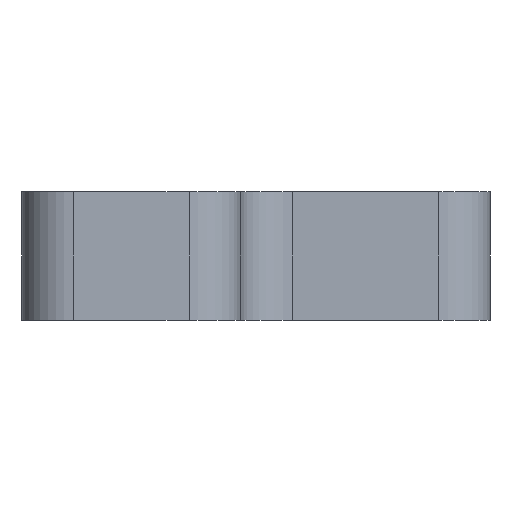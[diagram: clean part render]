
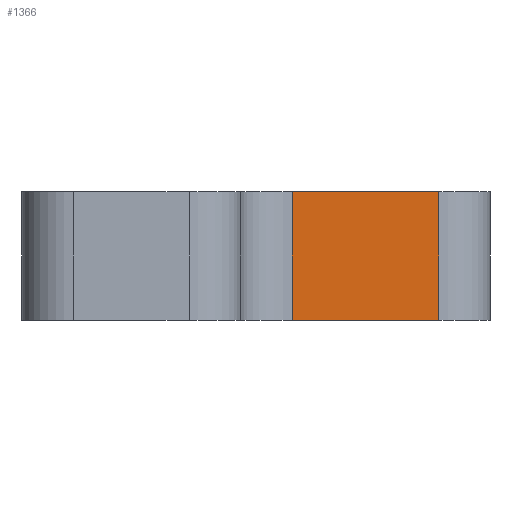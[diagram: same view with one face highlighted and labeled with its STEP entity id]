
A CAD part, left-side view. The second image highlights one B-rep face of the part: STEP entity #1366.
In plain terms, the highlighted planar face has unit normal (-1, 0, 0).
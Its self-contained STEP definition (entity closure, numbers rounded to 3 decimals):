
#32 = PLANE('',#33);
#33 = AXIS2_PLACEMENT_3D('',#34,#35,#36);
#34 = CARTESIAN_POINT('',(49.086,39.419,0.));
#35 = DIRECTION('',(-0.,-0.,-1.));
#36 = DIRECTION('',(-1.,0.,0.));
#529 = VERTEX_POINT('',#530);
#530 = CARTESIAN_POINT('',(27.4,19.6,0.));
#549 = CYLINDRICAL_SURFACE('',#550,4.);
#550 = AXIS2_PLACEMENT_3D('',#551,#552,#553);
#551 = CARTESIAN_POINT('',(31.4,19.6,0.));
#552 = DIRECTION('',(0.,0.,1.));
#553 = DIRECTION('',(-1.,0.,0.));
#561 = EDGE_CURVE('',#529,#562,#564,.T.);
#562 = VERTEX_POINT('',#563);
#563 = CARTESIAN_POINT('',(27.4,31.,0.));
#564 = SURFACE_CURVE('',#565,(#569,#576),.PCURVE_S1.);
#565 = LINE('',#566,#567);
#566 = CARTESIAN_POINT('',(27.4,15.6,0.));
#567 = VECTOR('',#568,1.);
#568 = DIRECTION('',(0.,1.,0.));
#569 = PCURVE('',#32,#570);
#570 = DEFINITIONAL_REPRESENTATION('',(#571),#575);
#571 = LINE('',#572,#573);
#572 = CARTESIAN_POINT('',(21.686,-23.819));
#573 = VECTOR('',#574,1.);
#574 = DIRECTION('',(0.,1.));
#575 = ( GEOMETRIC_REPRESENTATION_CONTEXT(2) 
PARAMETRIC_REPRESENTATION_CONTEXT() REPRESENTATION_CONTEXT('2D SPACE',''
  ) );
#576 = PCURVE('',#577,#582);
#577 = PLANE('',#578);
#578 = AXIS2_PLACEMENT_3D('',#579,#580,#581);
#579 = CARTESIAN_POINT('',(27.4,25.3,5.));
#580 = DIRECTION('',(-1.,0.,0.));
#581 = DIRECTION('',(0.,-1.,0.));
#582 = DEFINITIONAL_REPRESENTATION('',(#583),#587);
#583 = LINE('',#584,#585);
#584 = CARTESIAN_POINT('',(9.7,-5.));
#585 = VECTOR('',#586,1.);
#586 = DIRECTION('',(-1.,0.));
#587 = ( GEOMETRIC_REPRESENTATION_CONTEXT(2) 
PARAMETRIC_REPRESENTATION_CONTEXT() REPRESENTATION_CONTEXT('2D SPACE',''
  ) );
#606 = CYLINDRICAL_SURFACE('',#607,4.);
#607 = AXIS2_PLACEMENT_3D('',#608,#609,#610);
#608 = CARTESIAN_POINT('',(23.4,31.,0.));
#609 = DIRECTION('',(0.,0.,1.));
#610 = DIRECTION('',(0.,1.,0.));
#755 = PLANE('',#756);
#756 = AXIS2_PLACEMENT_3D('',#757,#758,#759);
#757 = CARTESIAN_POINT('',(49.086,39.419,10.));
#758 = DIRECTION('',(0.,0.,1.));
#759 = DIRECTION('',(0.,1.,0.));
#1269 = VERTEX_POINT('',#1270);
#1270 = CARTESIAN_POINT('',(27.4,31.,10.));
#1296 = EDGE_CURVE('',#562,#1269,#1297,.T.);
#1297 = SURFACE_CURVE('',#1298,(#1302,#1309),.PCURVE_S1.);
#1298 = LINE('',#1299,#1300);
#1299 = CARTESIAN_POINT('',(27.4,31.,0.));
#1300 = VECTOR('',#1301,1.);
#1301 = DIRECTION('',(0.,0.,1.));
#1302 = PCURVE('',#606,#1303);
#1303 = DEFINITIONAL_REPRESENTATION('',(#1304),#1308);
#1304 = LINE('',#1305,#1306);
#1305 = CARTESIAN_POINT('',(4.712,0.));
#1306 = VECTOR('',#1307,1.);
#1307 = DIRECTION('',(-0.,1.));
#1308 = ( GEOMETRIC_REPRESENTATION_CONTEXT(2) 
PARAMETRIC_REPRESENTATION_CONTEXT() REPRESENTATION_CONTEXT('2D SPACE',''
  ) );
#1309 = PCURVE('',#577,#1310);
#1310 = DEFINITIONAL_REPRESENTATION('',(#1311),#1315);
#1311 = LINE('',#1312,#1313);
#1312 = CARTESIAN_POINT('',(-5.7,-5.));
#1313 = VECTOR('',#1314,1.);
#1314 = DIRECTION('',(0.,1.));
#1315 = ( GEOMETRIC_REPRESENTATION_CONTEXT(2) 
PARAMETRIC_REPRESENTATION_CONTEXT() REPRESENTATION_CONTEXT('2D SPACE',''
  ) );
#1366 = ADVANCED_FACE('',(#1367),#577,.T.);
#1367 = FACE_BOUND('',#1368,.T.);
#1368 = EDGE_LOOP('',(#1369,#1370,#1393,#1414));
#1369 = ORIENTED_EDGE('',*,*,#561,.F.);
#1370 = ORIENTED_EDGE('',*,*,#1371,.T.);
#1371 = EDGE_CURVE('',#529,#1372,#1374,.T.);
#1372 = VERTEX_POINT('',#1373);
#1373 = CARTESIAN_POINT('',(27.4,19.6,10.));
#1374 = SURFACE_CURVE('',#1375,(#1379,#1386),.PCURVE_S1.);
#1375 = LINE('',#1376,#1377);
#1376 = CARTESIAN_POINT('',(27.4,19.6,0.));
#1377 = VECTOR('',#1378,1.);
#1378 = DIRECTION('',(0.,0.,1.));
#1379 = PCURVE('',#577,#1380);
#1380 = DEFINITIONAL_REPRESENTATION('',(#1381),#1385);
#1381 = LINE('',#1382,#1383);
#1382 = CARTESIAN_POINT('',(5.7,-5.));
#1383 = VECTOR('',#1384,1.);
#1384 = DIRECTION('',(0.,1.));
#1385 = ( GEOMETRIC_REPRESENTATION_CONTEXT(2) 
PARAMETRIC_REPRESENTATION_CONTEXT() REPRESENTATION_CONTEXT('2D SPACE',''
  ) );
#1386 = PCURVE('',#549,#1387);
#1387 = DEFINITIONAL_REPRESENTATION('',(#1388),#1392);
#1388 = LINE('',#1389,#1390);
#1389 = CARTESIAN_POINT('',(0.,0.));
#1390 = VECTOR('',#1391,1.);
#1391 = DIRECTION('',(0.,1.));
#1392 = ( GEOMETRIC_REPRESENTATION_CONTEXT(2) 
PARAMETRIC_REPRESENTATION_CONTEXT() REPRESENTATION_CONTEXT('2D SPACE',''
  ) );
#1393 = ORIENTED_EDGE('',*,*,#1394,.T.);
#1394 = EDGE_CURVE('',#1372,#1269,#1395,.T.);
#1395 = SURFACE_CURVE('',#1396,(#1400,#1407),.PCURVE_S1.);
#1396 = LINE('',#1397,#1398);
#1397 = CARTESIAN_POINT('',(27.4,15.6,10.));
#1398 = VECTOR('',#1399,1.);
#1399 = DIRECTION('',(0.,1.,0.));
#1400 = PCURVE('',#577,#1401);
#1401 = DEFINITIONAL_REPRESENTATION('',(#1402),#1406);
#1402 = LINE('',#1403,#1404);
#1403 = CARTESIAN_POINT('',(9.7,5.));
#1404 = VECTOR('',#1405,1.);
#1405 = DIRECTION('',(-1.,0.));
#1406 = ( GEOMETRIC_REPRESENTATION_CONTEXT(2) 
PARAMETRIC_REPRESENTATION_CONTEXT() REPRESENTATION_CONTEXT('2D SPACE',''
  ) );
#1407 = PCURVE('',#755,#1408);
#1408 = DEFINITIONAL_REPRESENTATION('',(#1409),#1413);
#1409 = LINE('',#1410,#1411);
#1410 = CARTESIAN_POINT('',(-23.819,21.686));
#1411 = VECTOR('',#1412,1.);
#1412 = DIRECTION('',(1.,0.));
#1413 = ( GEOMETRIC_REPRESENTATION_CONTEXT(2) 
PARAMETRIC_REPRESENTATION_CONTEXT() REPRESENTATION_CONTEXT('2D SPACE',''
  ) );
#1414 = ORIENTED_EDGE('',*,*,#1296,.F.);
